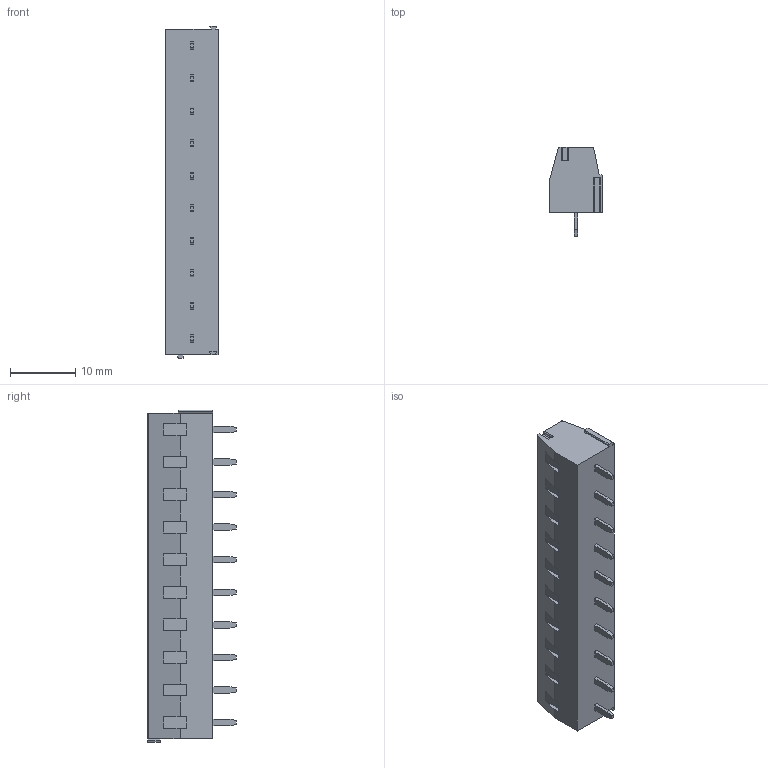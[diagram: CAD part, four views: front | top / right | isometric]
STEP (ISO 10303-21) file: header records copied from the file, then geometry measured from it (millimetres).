
FILE_DESCRIPTION((''),'2;1');
FILE_NAME('PRT0001','2025-04-02T',('sj'),(''),'PRO/ENGINEER BY PARAMETRIC TECHNOLOGY CORPORATION, 2013240','PRO/ENGINEER BY PARAMETRIC TECHNOLOGY CORPORATION, 2013240','');
FILE_SCHEMA(('AUTOMOTIVE_DESIGN_CC2 { 1 2 10303 214 -1 1 5 2 }'));
Length unit declared in the file: millimetre
Products named in the file (1): PRT0001
Bounding box: 8.1 x 13.65 x 51 mm (x, y, z)
Volume: 3362.8 mm3; surface area: 2641.8 mm2
Topology: 1 solids, 1 shells, 440 faces, 1124 edges, 716 vertices
Faces by surface type: plane 285, cylinder 95, cone 60
Entity records: 13158 total; most frequent: CARTESIAN_POINT 2280, DIRECTION 2254, ORIENTED_EDGE 2248, EDGE_CURVE 1124, VECTOR 874, LINE 874, VERTEX_POINT 716, AXIS2_PLACEMENT_3D 690
